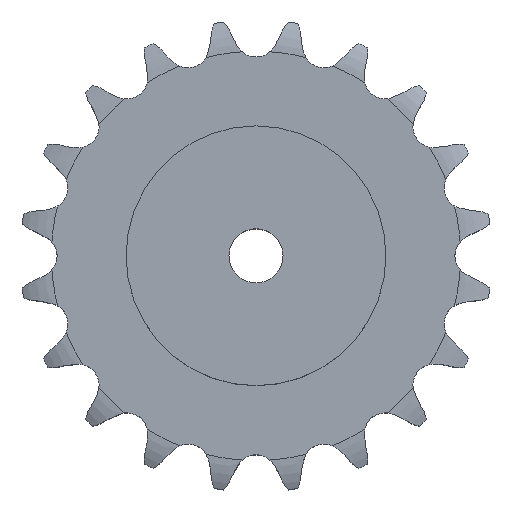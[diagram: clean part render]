
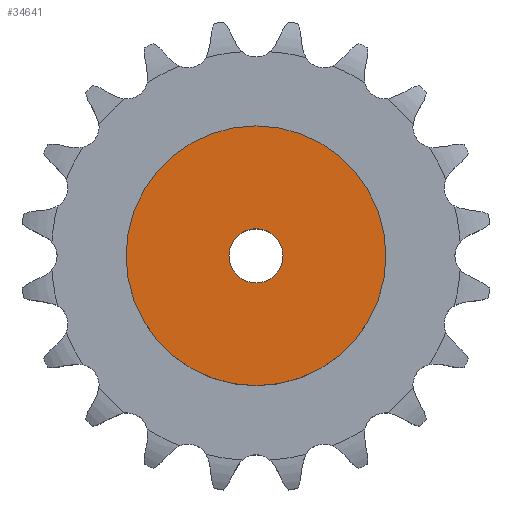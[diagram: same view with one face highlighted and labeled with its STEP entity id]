
A CAD part, top view. The second image highlights one B-rep face of the part: STEP entity #34641.
In plain terms, the highlighted planar face has unit normal (0, 0, 1).
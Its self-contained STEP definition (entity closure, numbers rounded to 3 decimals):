
#18616 = CYLINDRICAL_SURFACE('',#18617,12.5);
#18617 = AXIS2_PLACEMENT_3D('',#18618,#18619,#18620);
#18618 = CARTESIAN_POINT('',(0.,0.,345.038));
#18619 = DIRECTION('',(0.,0.,1.));
#18620 = DIRECTION('',(1.,0.,0.));
#23748 = EDGE_CURVE('',#23749,#23749,#23751,.T.);
#23749 = VERTEX_POINT('',#23750);
#23750 = CARTESIAN_POINT('',(12.5,0.,80.));
#23751 = SURFACE_CURVE('',#23752,(#23757,#23764),.PCURVE_S1.);
#23752 = CIRCLE('',#23753,12.5);
#23753 = AXIS2_PLACEMENT_3D('',#23754,#23755,#23756);
#23754 = CARTESIAN_POINT('',(0.,0.,80.));
#23755 = DIRECTION('',(0.,0.,1.));
#23756 = DIRECTION('',(1.,0.,0.));
#23757 = PCURVE('',#18616,#23758);
#23758 = DEFINITIONAL_REPRESENTATION('',(#23759),#23763);
#23759 = LINE('',#23760,#23761);
#23760 = CARTESIAN_POINT('',(0.,-265.038));
#23761 = VECTOR('',#23762,1.);
#23762 = DIRECTION('',(1.,0.));
#23763 = ( GEOMETRIC_REPRESENTATION_CONTEXT(2) 
PARAMETRIC_REPRESENTATION_CONTEXT() REPRESENTATION_CONTEXT('2D SPACE',''
  ) );
#23764 = PCURVE('',#23765,#23770);
#23765 = PLANE('',#23766);
#23766 = AXIS2_PLACEMENT_3D('',#23767,#23768,#23769);
#23767 = CARTESIAN_POINT('',(0.,0.,80.)
  );
#23768 = DIRECTION('',(0.,0.,1.));
#23769 = DIRECTION('',(1.,0.,0.));
#23770 = DEFINITIONAL_REPRESENTATION('',(#23771),#23775);
#23771 = CIRCLE('',#23772,12.5);
#23772 = AXIS2_PLACEMENT_2D('',#23773,#23774);
#23773 = CARTESIAN_POINT('',(0.,0.));
#23774 = DIRECTION('',(1.,0.));
#23775 = ( GEOMETRIC_REPRESENTATION_CONTEXT(2) 
PARAMETRIC_REPRESENTATION_CONTEXT() REPRESENTATION_CONTEXT('2D SPACE',''
  ) );
#34641 = ADVANCED_FACE('',(#34642,#34673),#23765,.T.);
#34642 = FACE_BOUND('',#34643,.T.);
#34643 = EDGE_LOOP('',(#34644));
#34644 = ORIENTED_EDGE('',*,*,#34645,.T.);
#34645 = EDGE_CURVE('',#34646,#34646,#34648,.T.);
#34646 = VERTEX_POINT('',#34647);
#34647 = CARTESIAN_POINT('',(60.,0.,80.));
#34648 = SURFACE_CURVE('',#34649,(#34654,#34661),.PCURVE_S1.);
#34649 = CIRCLE('',#34650,60.);
#34650 = AXIS2_PLACEMENT_3D('',#34651,#34652,#34653);
#34651 = CARTESIAN_POINT('',(0.,0.,80.));
#34652 = DIRECTION('',(0.,0.,1.));
#34653 = DIRECTION('',(1.,0.,0.));
#34654 = PCURVE('',#23765,#34655);
#34655 = DEFINITIONAL_REPRESENTATION('',(#34656),#34660);
#34656 = CIRCLE('',#34657,60.);
#34657 = AXIS2_PLACEMENT_2D('',#34658,#34659);
#34658 = CARTESIAN_POINT('',(0.,0.));
#34659 = DIRECTION('',(1.,0.));
#34660 = ( GEOMETRIC_REPRESENTATION_CONTEXT(2) 
PARAMETRIC_REPRESENTATION_CONTEXT() REPRESENTATION_CONTEXT('2D SPACE',''
  ) );
#34661 = PCURVE('',#34662,#34667);
#34662 = CYLINDRICAL_SURFACE('',#34663,60.);
#34663 = AXIS2_PLACEMENT_3D('',#34664,#34665,#34666);
#34664 = CARTESIAN_POINT('',(0.,0.,0.));
#34665 = DIRECTION('',(-0.,-0.,-1.));
#34666 = DIRECTION('',(1.,0.,0.));
#34667 = DEFINITIONAL_REPRESENTATION('',(#34668),#34672);
#34668 = LINE('',#34669,#34670);
#34669 = CARTESIAN_POINT('',(-0.,-80.));
#34670 = VECTOR('',#34671,1.);
#34671 = DIRECTION('',(-1.,0.));
#34672 = ( GEOMETRIC_REPRESENTATION_CONTEXT(2) 
PARAMETRIC_REPRESENTATION_CONTEXT() REPRESENTATION_CONTEXT('2D SPACE',''
  ) );
#34673 = FACE_BOUND('',#34674,.T.);
#34674 = EDGE_LOOP('',(#34675));
#34675 = ORIENTED_EDGE('',*,*,#23748,.F.);
